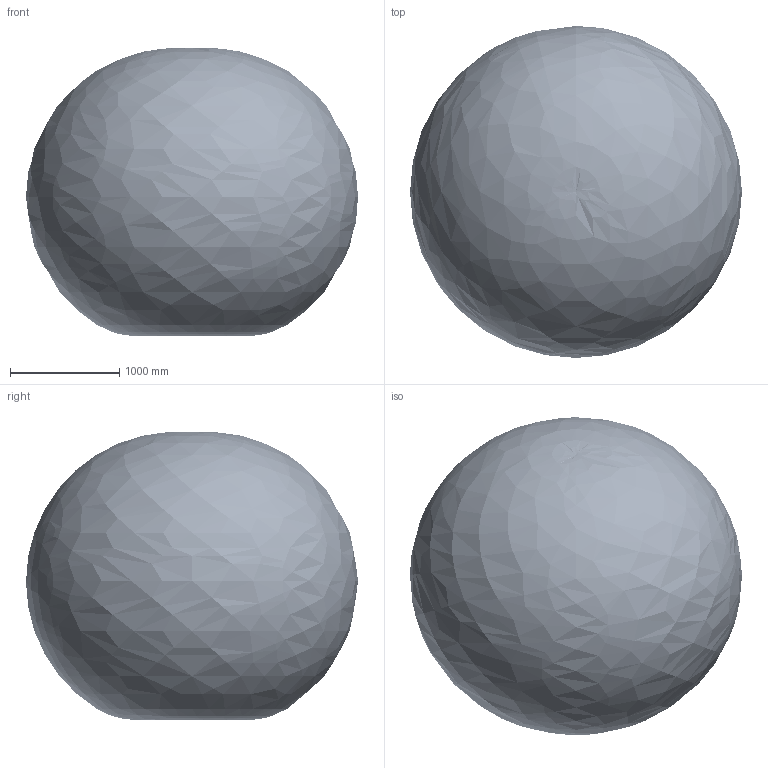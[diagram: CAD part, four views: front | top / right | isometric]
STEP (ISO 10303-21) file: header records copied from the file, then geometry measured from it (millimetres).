
FILE_DESCRIPTION(/* description */ ('Norm.iam Teamplte'),/* implementation_level */ '2;1');
FILE_NAME(/* name */ '3D-model_AT_00026-01.stp',/* time_stamp */ '2025-06-10T16:24:18+02:00',/* author */ ('tim.stocker'),/* organization */ (''),/* preprocessor_version */ 'ST-DEVELOPER v19.2',/* originating_system */ 'Autodesk Inventor 2023',/* authorisation */ '');
FILE_SCHEMA (('AUTOMOTIVE_DESIGN { 1 0 10303 214 3 1 1 }'));
Products named in the file (13): AT_00026-01_DUMMY KNICKARM Robotermechanik; MT_WST00112233 Dummy Grundgestell; MT_WST00112234 Dummy Karussell; MT_WST00120070; MT_WST00114414 Dummy Schulter; MT_WST00112247 Dummy Arm; MT_WST00112250 Dummy Handachse; MT_WST00112251 Dummy Flansch; MT_BGR00020757MT_BGR; MT_WST00065398MT_WST; MT_WST00065399MT_WST; MT_WST00113295 Arbeitsbereich; MT_WST00113174 Dummy Kabel
Assembly tree (12 placements, depth 3):
  AT_00026-01_DUMMY KNICKARM Robotermechanik
    MT_WST00112233 Dummy Grundgestell
    MT_WST00112234 Dummy Karussell
    MT_WST00120070
    MT_WST00114414 Dummy Schulter
    MT_WST00112247 Dummy Arm
    MT_WST00112250 Dummy Handachse
    MT_WST00112251 Dummy Flansch
    MT_BGR00020757MT_BGR
      MT_WST00065398MT_WST
      MT_WST00065399MT_WST
    MT_WST00113295 Arbeitsbereich
    MT_WST00113174 Dummy Kabel
Bounding box: 3041.7 x 3041.73 x 2637.95 mm (x, y, z)
Volume: 13294915302.8 mm3; surface area: 34631495.5 mm2
Topology: 13 solids, 17 shells, 5450 faces, 13023 edges, 8068 vertices
Faces by surface type: plane 2048, cylinder 1372, bspline 1244, torus 370, cone 356, sphere 60
Full cylindrical faces by diameter (mm): 2.459 x2, 2.5 x1, 2.8 x1, 3 x1, 3.242 x9, 3.8 x5, 4 x5, 4.134 x10, 4.917 x10, 5 x1, 5.459 x1, 5.5 x8, 6.5 x6, 6.647 x15, 7 x91, 7.2 x3, 7.6 x90, 7.8 x1, 8 x21, 8.2 x1, 8.5 x32, 8.8 x6, 9 x9, 10 x30, 10.106 x12, 10.902 x1, 11 x22, 11.5 x2, 12 x9, 13 x65
Entity records: 208624 total; most frequent: CARTESIAN_POINT 82098, ORIENTED_EDGE 25689, DIRECTION 24076, EDGE_CURVE 12846, AXIS2_PLACEMENT_3D 9680, VERTEX_POINT 8108, EDGE_LOOP 6208, FACE_OUTER_BOUND 5450
